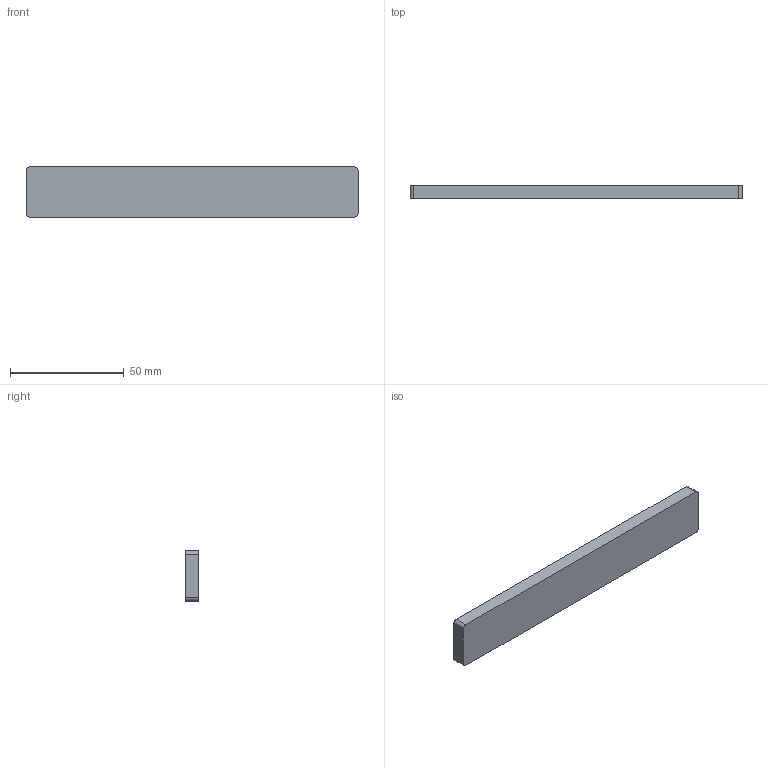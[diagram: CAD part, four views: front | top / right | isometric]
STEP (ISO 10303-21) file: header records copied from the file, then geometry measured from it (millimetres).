
FILE_DESCRIPTION (( 'STEP AP214' ), '1' );
FILE_NAME ('R2_RGB_Topre_Wire_Gauge.STEP', '2023-11-17T22:13:02', ( '' ), ( '' ), 'SwSTEP 2.0', 'SolidWorks 2019', '' );
FILE_SCHEMA (( 'AUTOMOTIVE_DESIGN' ));
Length unit declared in the file: millimetre
Products named in the file (1): R2_RGB_Topre_Wire_Gauge
Bounding box: 146.05 x 6 x 22 mm (x, y, z)
Volume: 18854.1 mm3; surface area: 9152.1 mm2
Topology: 1 solids, 1 shells, 299 faces, 837 edges, 558 vertices
Faces by surface type: plane 139, bspline 86, cylinder 74
Entity records: 14405 total; most frequent: CARTESIAN_POINT 7109, ORIENTED_EDGE 1674, DIRECTION 1241, EDGE_CURVE 837, VERTEX_POINT 558, LINE 517, VECTOR 517, AXIS2_PLACEMENT_3D 362
